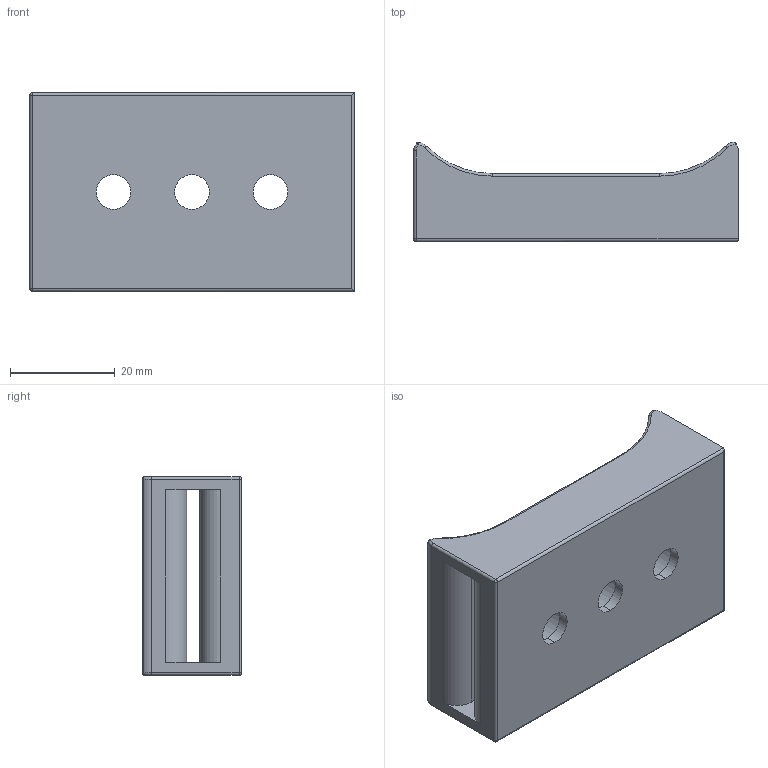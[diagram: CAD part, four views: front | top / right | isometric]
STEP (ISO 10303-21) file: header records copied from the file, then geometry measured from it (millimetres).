
FILE_DESCRIPTION (( 'STEP AP214' ), '1' );
FILE_NAME ('3011-010 .STEP', '2017-03-09T07:20:37', ( 'Windows-Benutzer' ), ( '' ), 'SwSTEP 2.0', 'SolidWorks 2015', '' );
FILE_SCHEMA (( 'AUTOMOTIVE_DESIGN' ));
Length unit declared in the file: millimetre
Products named in the file (1): 3011-010 
Bounding box: 62 x 19 x 38 mm (x, y, z)
Volume: 25011.4 mm3; surface area: 12187.3 mm2
Topology: 1 solids, 1 shells, 64 faces, 163 edges, 98 vertices
Faces by surface type: cylinder 37, plane 13, torus 10, sphere 4
Entity records: 2055 total; most frequent: CARTESIAN_POINT 408, DIRECTION 373, ORIENTED_EDGE 318, EDGE_CURVE 159, AXIS2_PLACEMENT_3D 155, VERTEX_POINT 98, CIRCLE 90, EDGE_LOOP 79
